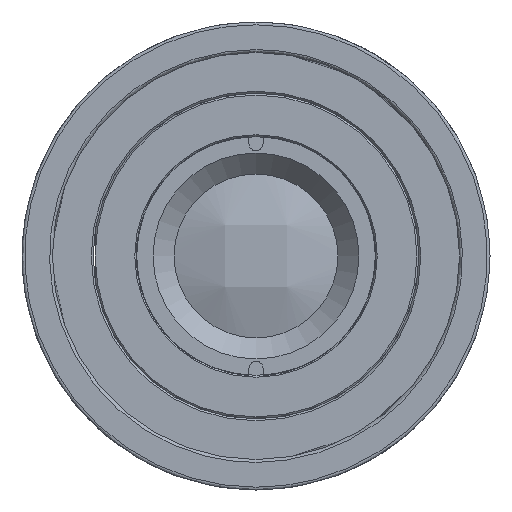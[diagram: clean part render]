
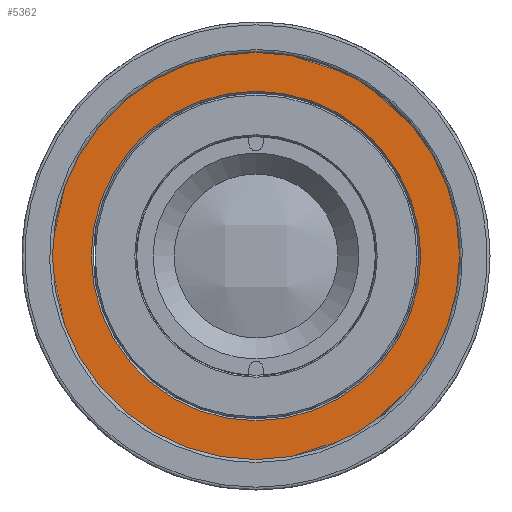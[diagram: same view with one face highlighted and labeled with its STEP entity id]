
A CAD part, left-side view. The second image highlights one B-rep face of the part: STEP entity #5362.
In plain terms, the highlighted planar face has unit normal (1, 0, 0).
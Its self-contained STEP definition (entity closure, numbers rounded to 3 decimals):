
#260 = VERTEX_POINT ( 'NONE', #3324 ) ;
#927 = FACE_OUTER_BOUND ( 'NONE', #6260, .T. ) ;
#956 = PLANE ( 'NONE',  #5491 ) ;
#1928 = FACE_BOUND ( 'NONE', #6035, .T. ) ;
#1996 = CARTESIAN_POINT ( 'NONE',  ( 294.803, 17.4, 0. ) ) ;
#2004 = CARTESIAN_POINT ( 'NONE',  ( 294.803, 0., 17.6 ) ) ;
#2023 = DIRECTION ( 'NONE',  ( 1., 0., 0. ) ) ;
#2086 = CARTESIAN_POINT ( 'NONE',  ( 294.803, 0., 0. ) ) ;
#2174 = AXIS2_PLACEMENT_3D ( 'NONE', #3622, #4588, #4528 ) ;
#2261 = EDGE_CURVE ( 'NONE', #260, #260, #2282, .T. ) ;
#2282 = CIRCLE ( 'NONE', #2174, 21.75 ) ;
#2681 = ORIENTED_EDGE ( 'NONE', *, *, #2261, .T. ) ;
#2967 = VERTEX_POINT ( 'NONE', #2004 ) ;
#2989 = DIRECTION ( 'NONE',  ( 0., 0., -1. ) ) ;
#3324 = CARTESIAN_POINT ( 'NONE',  ( 294.803, 0., 21.75 ) ) ;
#3362 = ORIENTED_EDGE ( 'NONE', *, *, #4295, .F. ) ;
#3422 = DIRECTION ( 'NONE',  ( 1., 0., 0. ) ) ;
#3612 = DIRECTION ( 'NONE',  ( 0., 0., 1. ) ) ;
#3622 = CARTESIAN_POINT ( 'NONE',  ( 294.803, 0., 0. ) ) ;
#4295 = EDGE_CURVE ( 'NONE', #2967, #2967, #4299, .T. ) ;
#4299 = CIRCLE ( 'NONE', #6554, 17.6 ) ;
#4528 = DIRECTION ( 'NONE',  ( 0., 0., 1. ) ) ;
#4588 = DIRECTION ( 'NONE',  ( 1., 0., 0. ) ) ;
#5362 = ADVANCED_FACE ( 'NONE', ( #927, #1928 ), #956, .T. ) ;
#5491 = AXIS2_PLACEMENT_3D ( 'NONE', #1996, #3422, #2989 ) ;
#6035 = EDGE_LOOP ( 'NONE', ( #3362 ) ) ;
#6260 = EDGE_LOOP ( 'NONE', ( #2681 ) ) ;
#6554 = AXIS2_PLACEMENT_3D ( 'NONE', #2086, #2023, #3612 ) ;
